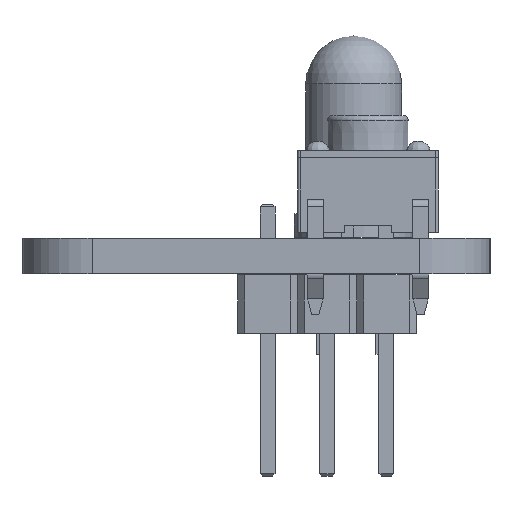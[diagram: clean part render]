
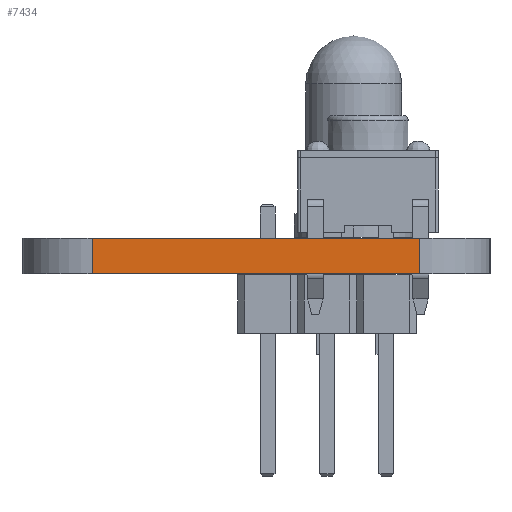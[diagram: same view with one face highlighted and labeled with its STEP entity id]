
A CAD part, left-side view. The second image highlights one B-rep face of the part: STEP entity #7434.
In plain terms, the highlighted planar face has unit normal (-1, 0, 0).
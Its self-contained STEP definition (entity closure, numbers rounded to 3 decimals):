
#462=PLANE('',#8009);
#813=FACE_OUTER_BOUND('',#1256,.T.);
#1256=EDGE_LOOP('',(#5363,#5364,#5365,#5366));
#1742=LINE('',#10620,#2614);
#1749=LINE('',#10687,#2621);
#1750=LINE('',#10690,#2622);
#1751=LINE('',#10691,#2623);
#2614=VECTOR('',#8576,10.);
#2621=VECTOR('',#8641,10.);
#2622=VECTOR('',#8644,10.);
#2623=VECTOR('',#8645,10.);
#3637=VERTEX_POINT('',#10617);
#3638=VERTEX_POINT('',#10619);
#3669=VERTEX_POINT('',#10685);
#3670=VERTEX_POINT('',#10689);
#4298=EDGE_CURVE('',#3638,#3637,#1742,.T.);
#4332=EDGE_CURVE('',#3669,#3637,#1749,.T.);
#4333=EDGE_CURVE('',#3670,#3669,#1750,.T.);
#4334=EDGE_CURVE('',#3638,#3670,#1751,.T.);
#5363=ORIENTED_EDGE('',*,*,#4332,.F.);
#5364=ORIENTED_EDGE('',*,*,#4333,.F.);
#5365=ORIENTED_EDGE('',*,*,#4334,.F.);
#5366=ORIENTED_EDGE('',*,*,#4298,.T.);
#7434=ADVANCED_FACE('',(#813),#462,.T.);
#8009=AXIS2_PLACEMENT_3D('',#10688,#8642,#8643);
#8576=DIRECTION('',(0.,-1.,0.));
#8641=DIRECTION('',(0.,0.,-1.));
#8642=DIRECTION('center_axis',(-1.,0.,0.));
#8643=DIRECTION('ref_axis',(0.,-1.,0.));
#8644=DIRECTION('',(0.,-1.,0.));
#8645=DIRECTION('',(0.,0.,1.));
#10617=CARTESIAN_POINT('',(13.781,61.819,0.));
#10619=CARTESIAN_POINT('',(13.781,75.819,0.));
#10620=CARTESIAN_POINT('',(13.781,75.819,0.));
#10685=CARTESIAN_POINT('',(13.781,61.819,1.5));
#10687=CARTESIAN_POINT('',(13.781,61.819,0.));
#10688=CARTESIAN_POINT('Origin',(13.781,75.819,0.));
#10689=CARTESIAN_POINT('',(13.781,75.819,1.5));
#10690=CARTESIAN_POINT('',(13.781,75.819,1.5));
#10691=CARTESIAN_POINT('',(13.781,75.819,0.));
